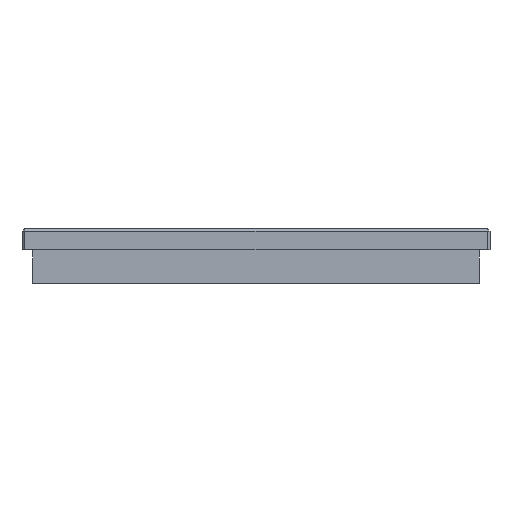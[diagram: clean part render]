
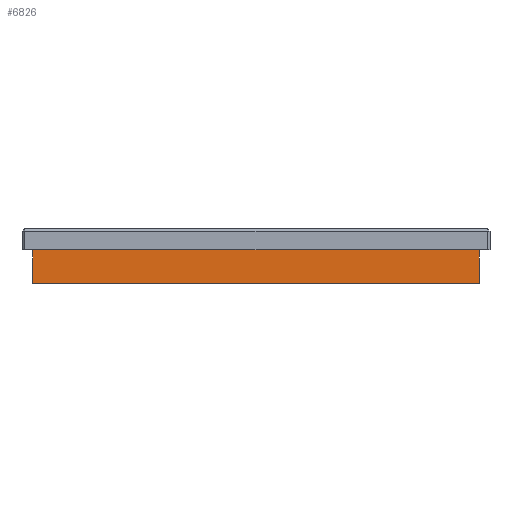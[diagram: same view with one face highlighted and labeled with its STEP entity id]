
A CAD part, front view. The second image highlights one B-rep face of the part: STEP entity #6826.
In plain terms, the highlighted planar face has unit normal (0, -1, 0).
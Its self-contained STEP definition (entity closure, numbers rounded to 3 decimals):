
#47 = DIRECTION ( 'NONE',  ( 0., 0., 1. ) ) ;
#218 = CARTESIAN_POINT ( 'NONE',  ( 116.1, 1.5, -10.297 ) ) ;
#421 = VERTEX_POINT ( 'NONE', #1240 ) ;
#554 = ORIENTED_EDGE ( 'NONE', *, *, #1136, .T. ) ;
#627 = CARTESIAN_POINT ( 'NONE',  ( 1.5, 1.5, 0.103 ) ) ;
#639 = CARTESIAN_POINT ( 'NONE',  ( 43.5, 1.5, -4. ) ) ;
#714 = LINE ( 'NONE', #639, #2578 ) ;
#1129 = LINE ( 'NONE', #2256, #3212 ) ;
#1136 = EDGE_CURVE ( 'NONE', #2468, #421, #7343, .T. ) ;
#1240 = CARTESIAN_POINT ( 'NONE',  ( 85.5, 1.5, -10.297 ) ) ;
#1412 = CARTESIAN_POINT ( 'NONE',  ( 1.5, 1.5, -4. ) ) ;
#1636 = CARTESIAN_POINT ( 'NONE',  ( 85.5, 1.5, -4. ) ) ;
#1649 = VERTEX_POINT ( 'NONE', #1636 ) ;
#2256 = CARTESIAN_POINT ( 'NONE',  ( 85.5, 1.5, 0.103 ) ) ;
#2321 = VERTEX_POINT ( 'NONE', #1412 ) ;
#2441 = DIRECTION ( 'NONE',  ( 0., 1., 0. ) ) ;
#2468 = VERTEX_POINT ( 'NONE', #4848 ) ;
#2535 = EDGE_CURVE ( 'NONE', #1649, #2321, #714, .T. ) ;
#2578 = VECTOR ( 'NONE', #3097, 1000. ) ;
#2997 = ORIENTED_EDGE ( 'NONE', *, *, #2535, .T. ) ;
#3049 = AXIS2_PLACEMENT_3D ( 'NONE', #6682, #2441, #3735 ) ;
#3097 = DIRECTION ( 'NONE',  ( -1., 0., 0. ) ) ;
#3139 = EDGE_CURVE ( 'NONE', #421, #1649, #1129, .T. ) ;
#3212 = VECTOR ( 'NONE', #7561, 1000. ) ;
#3587 = LINE ( 'NONE', #627, #7015 ) ;
#3620 = FACE_OUTER_BOUND ( 'NONE', #3858, .T. ) ;
#3735 = DIRECTION ( 'NONE',  ( 1., 0., 0. ) ) ;
#3858 = EDGE_LOOP ( 'NONE', ( #5140, #2997, #4537, #554 ) ) ;
#4276 = PLANE ( 'NONE',  #3049 ) ;
#4537 = ORIENTED_EDGE ( 'NONE', *, *, #5644, .F. ) ;
#4720 = VECTOR ( 'NONE', #6094, 1000. ) ;
#4848 = CARTESIAN_POINT ( 'NONE',  ( 1.5, 1.5, -10.297 ) ) ;
#5140 = ORIENTED_EDGE ( 'NONE', *, *, #3139, .T. ) ;
#5644 = EDGE_CURVE ( 'NONE', #2468, #2321, #3587, .T. ) ;
#6094 = DIRECTION ( 'NONE',  ( 1., 0., 0. ) ) ;
#6682 = CARTESIAN_POINT ( 'NONE',  ( 43.5, 1.5, 0.103 ) ) ;
#6826 = ADVANCED_FACE ( 'NONE', ( #3620 ), #4276, .F. ) ;
#7015 = VECTOR ( 'NONE', #47, 1000. ) ;
#7343 = LINE ( 'NONE', #218, #4720 ) ;
#7561 = DIRECTION ( 'NONE',  ( 0., 0., 1. ) ) ;
